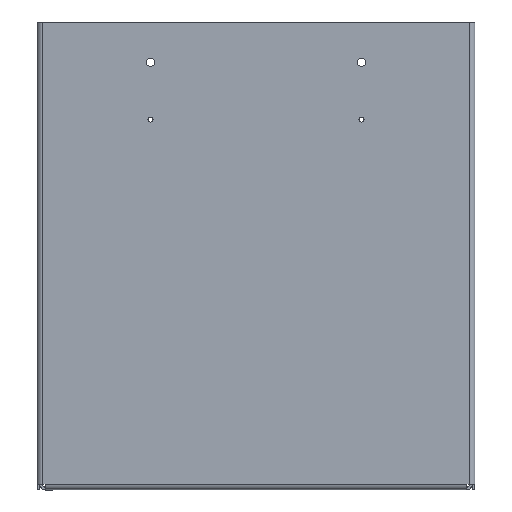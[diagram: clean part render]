
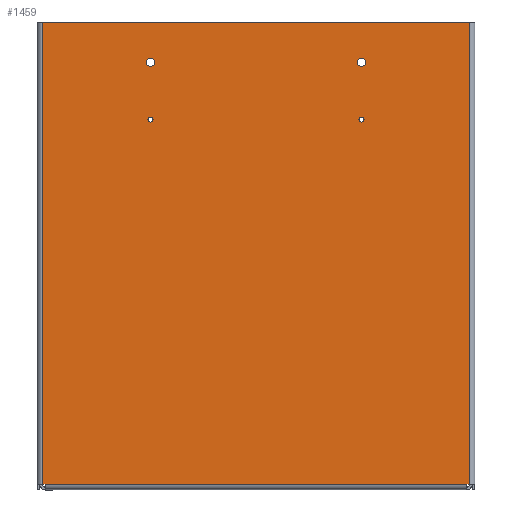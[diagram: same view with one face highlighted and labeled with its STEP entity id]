
A CAD part, top view. The second image highlights one B-rep face of the part: STEP entity #1459.
In plain terms, the highlighted planar face has unit normal (0, 0, 1).
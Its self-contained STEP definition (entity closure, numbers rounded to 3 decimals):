
#89=LINE('',#2333,#203);
#98=LINE('',#2353,#212);
#104=LINE('',#2368,#218);
#111=LINE('',#2388,#225);
#122=LINE('',#2414,#236);
#127=LINE('',#2424,#241);
#203=VECTOR('',#1922,250.75);
#212=VECTOR('',#1947,1.687);
#218=VECTOR('',#1963,275.);
#225=VECTOR('',#1986,1.688);
#236=VECTOR('',#2017,275.);
#241=VECTOR('',#2032,254.125);
#291=PLANE('',#1614);
#369=FACE_BOUND('',#599,.T.);
#370=FACE_BOUND('',#600,.T.);
#371=FACE_BOUND('',#601,.T.);
#372=FACE_BOUND('',#602,.T.);
#373=FACE_BOUND('',#603,.T.);
#599=EDGE_LOOP('',(#1332));
#600=EDGE_LOOP('',(#1333));
#601=EDGE_LOOP('',(#1334));
#602=EDGE_LOOP('',(#1335));
#603=EDGE_LOOP('',(#1336,#1337,#1338,#1339,#1340,#1341));
#621=CIRCLE('',#1489,2.5);
#623=CIRCLE('',#1492,1.5);
#625=CIRCLE('',#1495,1.5);
#627=CIRCLE('',#1498,2.5);
#689=VERTEX_POINT('',#2079);
#691=VERTEX_POINT('',#2084);
#693=VERTEX_POINT('',#2089);
#695=VERTEX_POINT('',#2094);
#776=VERTEX_POINT('',#2325);
#778=VERTEX_POINT('',#2331);
#781=VERTEX_POINT('',#2352);
#785=VERTEX_POINT('',#2367);
#789=VERTEX_POINT('',#2379);
#795=VERTEX_POINT('',#2412);
#813=EDGE_CURVE('',#689,#689,#621,.T.);
#815=EDGE_CURVE('',#691,#691,#623,.T.);
#817=EDGE_CURVE('',#693,#693,#625,.T.);
#819=EDGE_CURVE('',#695,#695,#627,.T.);
#930=EDGE_CURVE('',#776,#778,#89,.T.);
#940=EDGE_CURVE('',#781,#776,#98,.T.);
#948=EDGE_CURVE('',#785,#781,#104,.T.);
#959=EDGE_CURVE('',#778,#789,#111,.T.);
#972=EDGE_CURVE('',#789,#795,#122,.T.);
#977=EDGE_CURVE('',#785,#795,#127,.T.);
#1332=ORIENTED_EDGE('',*,*,#813,.T.);
#1333=ORIENTED_EDGE('',*,*,#815,.T.);
#1334=ORIENTED_EDGE('',*,*,#817,.T.);
#1335=ORIENTED_EDGE('',*,*,#819,.T.);
#1336=ORIENTED_EDGE('',*,*,#940,.T.);
#1337=ORIENTED_EDGE('',*,*,#930,.T.);
#1338=ORIENTED_EDGE('',*,*,#959,.T.);
#1339=ORIENTED_EDGE('',*,*,#972,.T.);
#1340=ORIENTED_EDGE('',*,*,#977,.F.);
#1341=ORIENTED_EDGE('',*,*,#948,.T.);
#1459=ADVANCED_FACE('',(#369,#370,#371,#372,#373),#291,.T.);
#1489=AXIS2_PLACEMENT_3D('',#2080,#1669,#1670);
#1492=AXIS2_PLACEMENT_3D('',#2085,#1675,#1676);
#1495=AXIS2_PLACEMENT_3D('',#2090,#1681,#1682);
#1498=AXIS2_PLACEMENT_3D('',#2095,#1687,#1688);
#1614=AXIS2_PLACEMENT_3D('',#2425,#2033,#2034);
#1669=DIRECTION('center_axis',(0.,0.,-1.));
#1670=DIRECTION('ref_axis',(-1.,0.,0.));
#1675=DIRECTION('center_axis',(0.,0.,-1.));
#1676=DIRECTION('ref_axis',(-1.,0.,0.));
#1681=DIRECTION('center_axis',(0.,0.,-1.));
#1682=DIRECTION('ref_axis',(-1.,0.,0.));
#1687=DIRECTION('center_axis',(0.,0.,-1.));
#1688=DIRECTION('ref_axis',(-1.,0.,0.));
#1922=DIRECTION('',(1.,0.,0.));
#1947=DIRECTION('',(1.,0.,0.));
#1963=DIRECTION('',(0.,-1.,0.));
#1986=DIRECTION('',(1.,0.,0.));
#2017=DIRECTION('',(0.,1.,0.));
#2032=DIRECTION('',(1.,0.,0.));
#2033=DIRECTION('center_axis',(0.,0.,1.));
#2034=DIRECTION('ref_axis',(1.,0.,0.));
#2079=CARTESIAN_POINT('',(-60.25,115.088,1.588));
#2080=CARTESIAN_POINT('Origin',(-62.75,115.088,1.588));
#2084=CARTESIAN_POINT('',(-61.25,81.088,1.588));
#2085=CARTESIAN_POINT('Origin',(-62.75,81.088,1.588));
#2089=CARTESIAN_POINT('',(64.25,81.088,1.588));
#2090=CARTESIAN_POINT('Origin',(62.75,81.088,1.588));
#2094=CARTESIAN_POINT('',(65.25,115.088,1.588));
#2095=CARTESIAN_POINT('Origin',(62.75,115.088,1.588));
#2325=CARTESIAN_POINT('',(-125.375,-135.913,1.588));
#2331=CARTESIAN_POINT('',(125.375,-135.913,1.588));
#2333=CARTESIAN_POINT('',(-63.531,-135.913,1.588));
#2352=CARTESIAN_POINT('',(-127.063,-135.913,1.588));
#2353=CARTESIAN_POINT('',(-63.531,-135.913,1.588));
#2367=CARTESIAN_POINT('',(-127.063,139.088,1.588));
#2368=CARTESIAN_POINT('',(-127.063,69.544,1.588));
#2379=CARTESIAN_POINT('',(127.063,-135.913,1.588));
#2388=CARTESIAN_POINT('',(-63.531,-135.913,1.588));
#2412=CARTESIAN_POINT('',(127.063,139.088,1.588));
#2414=CARTESIAN_POINT('',(127.063,-69.544,1.588));
#2424=CARTESIAN_POINT('',(-128.65,139.088,1.588));
#2425=CARTESIAN_POINT('Origin',(0.,0.,
1.588));
